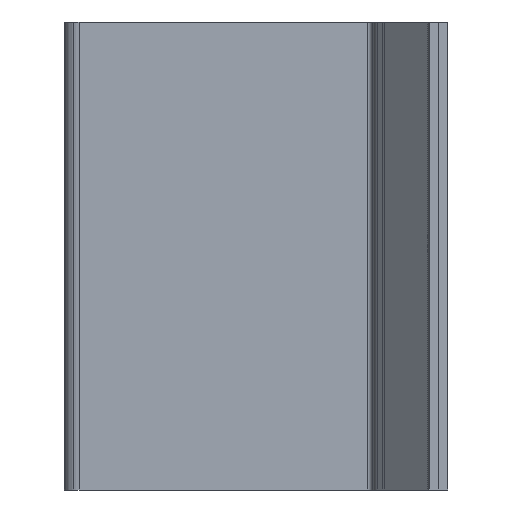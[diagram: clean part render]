
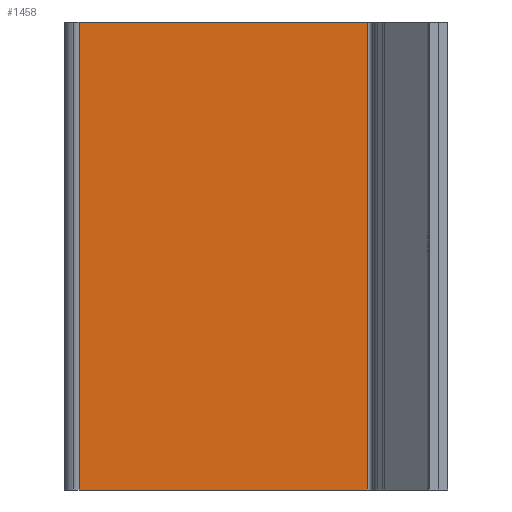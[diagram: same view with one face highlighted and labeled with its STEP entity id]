
A CAD part, left-side view. The second image highlights one B-rep face of the part: STEP entity #1458.
In plain terms, the highlighted planar face has unit normal (-1, 0, 0).
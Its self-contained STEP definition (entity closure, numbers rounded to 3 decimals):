
#76 = CARTESIAN_POINT ( 'NONE',  ( -176.5, 39., 50. ) ) ;
#80 = VECTOR ( 'NONE', #1638, 1000. ) ;
#112 = LINE ( 'NONE', #1736, #122 ) ;
#122 = VECTOR ( 'NONE', #902, 1000. ) ;
#168 = LINE ( 'NONE', #1187, #80 ) ;
#348 = VECTOR ( 'NONE', #1928, 1000. ) ;
#357 = LINE ( 'NONE', #1102, #348 ) ;
#367 = VECTOR ( 'NONE', #734, 1000. ) ;
#382 = LINE ( 'NONE', #1393, #367 ) ;
#481 = VERTEX_POINT ( 'NONE', #1798 ) ;
#546 = ORIENTED_EDGE ( 'NONE', *, *, #1905, .F. ) ;
#585 = FACE_OUTER_BOUND ( 'NONE', #774, .T. ) ;
#629 = PLANE ( 'NONE',  #1960 ) ;
#734 = DIRECTION ( 'NONE',  ( 0., 0., -1. ) ) ;
#774 = EDGE_LOOP ( 'NONE', ( #916, #546, #840, #1093 ) ) ;
#840 = ORIENTED_EDGE ( 'NONE', *, *, #1634, .F. ) ;
#902 = DIRECTION ( 'NONE',  ( 0., 1., 0. ) ) ;
#916 = ORIENTED_EDGE ( 'NONE', *, *, #1603, .F. ) ;
#922 = CARTESIAN_POINT ( 'NONE',  ( -176.5, 38.4, 50. ) ) ;
#963 = VERTEX_POINT ( 'NONE', #922 ) ;
#1093 = ORIENTED_EDGE ( 'NONE', *, *, #1566, .F. ) ;
#1102 = CARTESIAN_POINT ( 'NONE',  ( -176.5, 38.4, 50. ) ) ;
#1187 = CARTESIAN_POINT ( 'NONE',  ( -176.5, 39., 50. ) ) ;
#1227 = DIRECTION ( 'NONE',  ( 0., 0., 1. ) ) ;
#1248 = VERTEX_POINT ( 'NONE', #1686 ) ;
#1254 = CARTESIAN_POINT ( 'NONE',  ( -176.5, 7.6, 50. ) ) ;
#1374 = DIRECTION ( 'NONE',  ( -1., 0., 0. ) ) ;
#1393 = CARTESIAN_POINT ( 'NONE',  ( -176.5, 7.6, 0. ) ) ;
#1458 = ADVANCED_FACE ( 'NONE', ( #585 ), #629, .T. ) ;
#1566 = EDGE_CURVE ( 'NONE', #481, #1248, #112, .T. ) ;
#1603 = EDGE_CURVE ( 'NONE', #1950, #481, #382, .T. ) ;
#1634 = EDGE_CURVE ( 'NONE', #1248, #963, #357, .T. ) ;
#1638 = DIRECTION ( 'NONE',  ( 0., -1., 0. ) ) ;
#1686 = CARTESIAN_POINT ( 'NONE',  ( -176.5, 38.4, 0. ) ) ;
#1736 = CARTESIAN_POINT ( 'NONE',  ( -176.5, 39., 0. ) ) ;
#1798 = CARTESIAN_POINT ( 'NONE',  ( -176.5, 7.6, 0. ) ) ;
#1905 = EDGE_CURVE ( 'NONE', #963, #1950, #168, .T. ) ;
#1928 = DIRECTION ( 'NONE',  ( 0., 0., 1. ) ) ;
#1950 = VERTEX_POINT ( 'NONE', #1254 ) ;
#1960 = AXIS2_PLACEMENT_3D ( 'NONE', #76, #1374, #1227 ) ;
